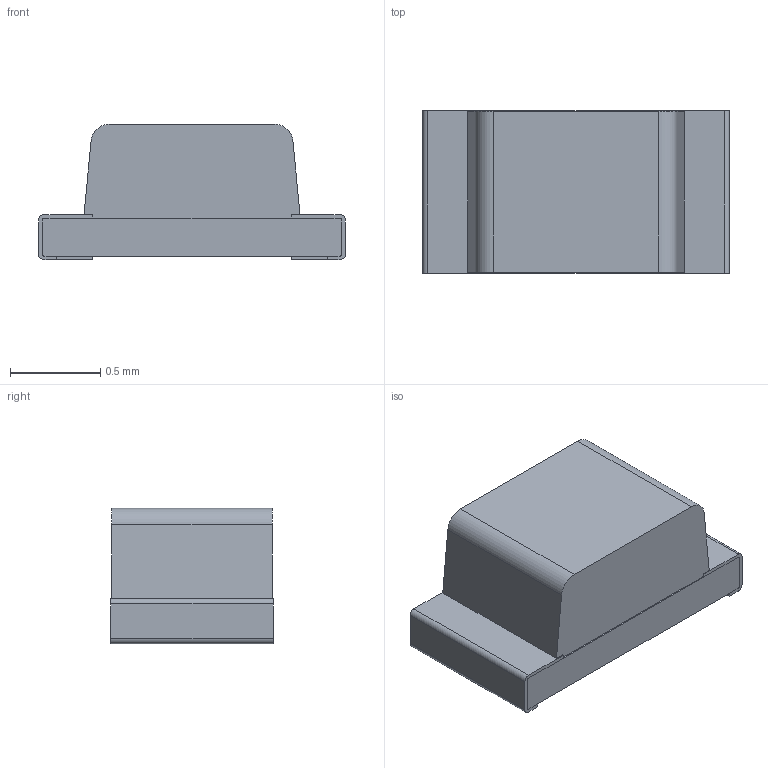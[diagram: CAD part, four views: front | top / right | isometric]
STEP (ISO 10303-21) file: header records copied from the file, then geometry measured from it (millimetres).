
FILE_DESCRIPTION(('FreeCAD Model'),'2;1');
FILE_NAME('LED_0603_Blue.step', '2018-11-14T21:04:18',(''),(''),'Open CASCADE STEP processor 7.2', 'FreeCAD','Unknown');
FILE_SCHEMA(('AUTOMOTIVE_DESIGN { 1 0 10303 214 1 1 1 1 }'));
Length unit declared in the file: millimetre
Products named in the file (1): COMPOUND_cp_sp
Bounding box: 1.7 x 0.9 x 0.75 mm (x, y, z)
Volume: 0.9 mm3; surface area: 6.8 mm2
Topology: 1 solids, 1 shells, 49 faces, 155 edges, 107 vertices
Faces by surface type: plane 43, cylinder 6
Entity records: 4106 total; most frequent: CARTESIAN_POINT 646, DIRECTION 581, LINE 417, VECTOR 417, ORIENTED_EDGE 310, PCURVE 310, DEFINITIONAL_REPRESENTATION 310, EDGE_CURVE 155
